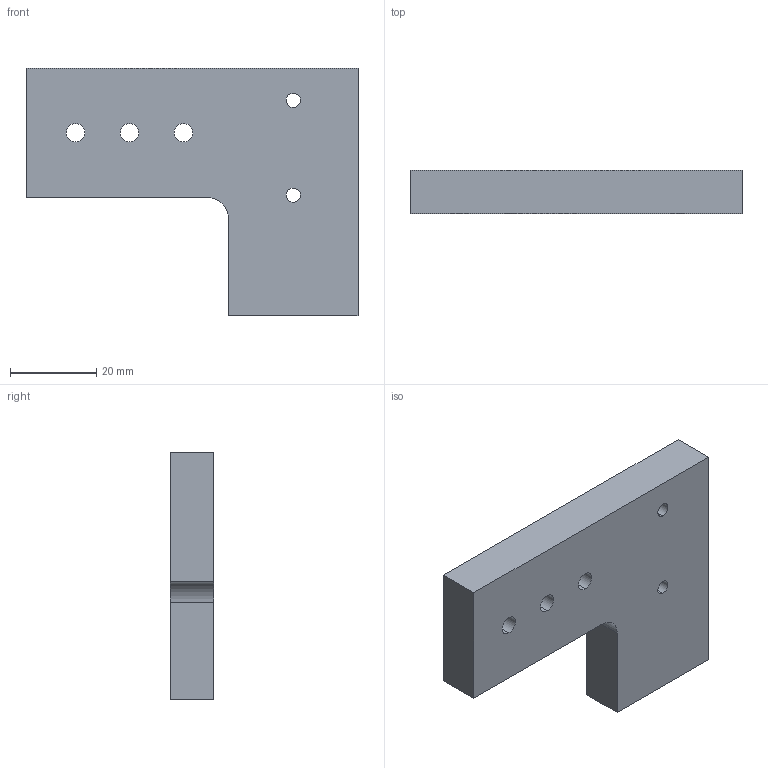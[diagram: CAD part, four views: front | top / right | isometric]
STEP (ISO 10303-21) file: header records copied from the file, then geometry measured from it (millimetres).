
FILE_DESCRIPTION (( 'STEP AP214' ), '1' );
FILE_NAME ('LID2021020.STEP', '2021-12-10T13:48:36', ( '' ), ( '' ), 'SwSTEP 2.0', 'SolidWorks 2021', '' );
FILE_SCHEMA (( 'AUTOMOTIVE_DESIGN' ));
Length unit declared in the file: millimetre
Products named in the file (1): LID2021020
Bounding box: 77 x 10 x 57.5 mm (x, y, z)
Volume: 30325.1 mm3; surface area: 9594 mm2
Topology: 1 solids, 1 shells, 28 faces, 69 edges, 46 vertices
Faces by surface type: cylinder 17, plane 11
Entity records: 945 total; most frequent: DIRECTION 161, CARTESIAN_POINT 144, ORIENTED_EDGE 138, EDGE_CURVE 69, AXIS2_PLACEMENT_3D 63, VERTEX_POINT 46, EDGE_LOOP 41, VECTOR 35
